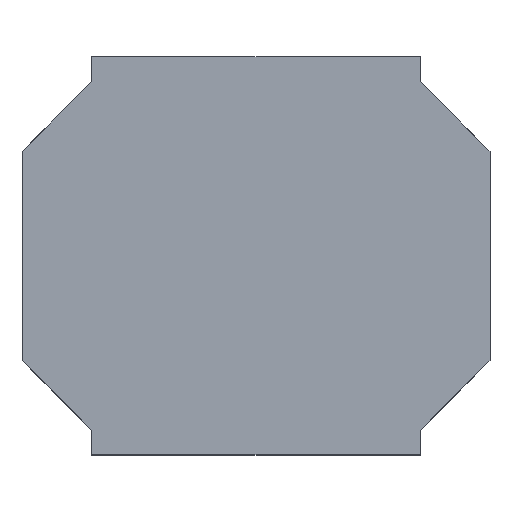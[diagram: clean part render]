
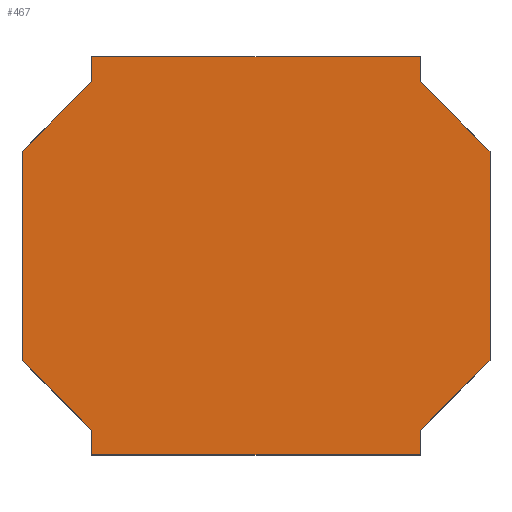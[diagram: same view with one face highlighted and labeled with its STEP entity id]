
A CAD part, top view. The second image highlights one B-rep face of the part: STEP entity #467.
In plain terms, the highlighted planar face has unit normal (0, 0, 1).
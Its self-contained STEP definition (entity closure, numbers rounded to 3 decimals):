
#110 = VERTEX_POINT('',#111);
#111 = CARTESIAN_POINT('',(-1.65,-2.,1.8));
#117 = EDGE_CURVE('',#110,#118,#120,.T.);
#118 = VERTEX_POINT('',#119);
#119 = CARTESIAN_POINT('',(1.65,-2.,1.8));
#120 = LINE('',#121,#122);
#121 = CARTESIAN_POINT('',(-1.65,-2.,1.8));
#122 = VECTOR('',#123,1.);
#123 = DIRECTION('',(1.,0.,0.));
#449 = EDGE_CURVE('',#118,#450,#452,.T.);
#450 = VERTEX_POINT('',#451);
#451 = CARTESIAN_POINT('',(1.65,-1.75,1.8));
#452 = LINE('',#453,#454);
#453 = CARTESIAN_POINT('',(1.65,-2.,1.8));
#454 = VECTOR('',#455,1.);
#455 = DIRECTION('',(0.,1.,0.));
#467 = ADVANCED_FACE('',(#468),#550,.T.);
#468 = FACE_BOUND('',#469,.T.);
#469 = EDGE_LOOP('',(#470,#471,#472,#480,#488,#496,#504,#512,#520,#528,
    #536,#544));
#470 = ORIENTED_EDGE('',*,*,#117,.T.);
#471 = ORIENTED_EDGE('',*,*,#449,.T.);
#472 = ORIENTED_EDGE('',*,*,#473,.T.);
#473 = EDGE_CURVE('',#450,#474,#476,.T.);
#474 = VERTEX_POINT('',#475);
#475 = CARTESIAN_POINT('',(2.35,-1.05,1.8));
#476 = LINE('',#477,#478);
#477 = CARTESIAN_POINT('',(1.65,-1.75,1.8));
#478 = VECTOR('',#479,1.);
#479 = DIRECTION('',(0.707,0.707,0.));
#480 = ORIENTED_EDGE('',*,*,#481,.T.);
#481 = EDGE_CURVE('',#474,#482,#484,.T.);
#482 = VERTEX_POINT('',#483);
#483 = CARTESIAN_POINT('',(2.35,1.05,1.8));
#484 = LINE('',#485,#486);
#485 = CARTESIAN_POINT('',(2.35,-1.05,1.8));
#486 = VECTOR('',#487,1.);
#487 = DIRECTION('',(0.,1.,0.));
#488 = ORIENTED_EDGE('',*,*,#489,.T.);
#489 = EDGE_CURVE('',#482,#490,#492,.T.);
#490 = VERTEX_POINT('',#491);
#491 = CARTESIAN_POINT('',(1.65,1.75,1.8));
#492 = LINE('',#493,#494);
#493 = CARTESIAN_POINT('',(2.35,1.05,1.8));
#494 = VECTOR('',#495,1.);
#495 = DIRECTION('',(-0.707,0.707,0.));
#496 = ORIENTED_EDGE('',*,*,#497,.T.);
#497 = EDGE_CURVE('',#490,#498,#500,.T.);
#498 = VERTEX_POINT('',#499);
#499 = CARTESIAN_POINT('',(1.65,2.,1.8));
#500 = LINE('',#501,#502);
#501 = CARTESIAN_POINT('',(1.65,1.75,1.8));
#502 = VECTOR('',#503,1.);
#503 = DIRECTION('',(0.,1.,0.));
#504 = ORIENTED_EDGE('',*,*,#505,.T.);
#505 = EDGE_CURVE('',#498,#506,#508,.T.);
#506 = VERTEX_POINT('',#507);
#507 = CARTESIAN_POINT('',(-1.65,2.,1.8));
#508 = LINE('',#509,#510);
#509 = CARTESIAN_POINT('',(1.65,2.,1.8));
#510 = VECTOR('',#511,1.);
#511 = DIRECTION('',(-1.,0.,0.));
#512 = ORIENTED_EDGE('',*,*,#513,.T.);
#513 = EDGE_CURVE('',#506,#514,#516,.T.);
#514 = VERTEX_POINT('',#515);
#515 = CARTESIAN_POINT('',(-1.65,1.75,1.8));
#516 = LINE('',#517,#518);
#517 = CARTESIAN_POINT('',(-1.65,2.,1.8));
#518 = VECTOR('',#519,1.);
#519 = DIRECTION('',(0.,-1.,0.));
#520 = ORIENTED_EDGE('',*,*,#521,.T.);
#521 = EDGE_CURVE('',#514,#522,#524,.T.);
#522 = VERTEX_POINT('',#523);
#523 = CARTESIAN_POINT('',(-2.35,1.05,1.8));
#524 = LINE('',#525,#526);
#525 = CARTESIAN_POINT('',(-1.65,1.75,1.8));
#526 = VECTOR('',#527,1.);
#527 = DIRECTION('',(-0.707,-0.707,0.));
#528 = ORIENTED_EDGE('',*,*,#529,.T.);
#529 = EDGE_CURVE('',#522,#530,#532,.T.);
#530 = VERTEX_POINT('',#531);
#531 = CARTESIAN_POINT('',(-2.35,-1.05,1.8));
#532 = LINE('',#533,#534);
#533 = CARTESIAN_POINT('',(-2.35,1.05,1.8));
#534 = VECTOR('',#535,1.);
#535 = DIRECTION('',(0.,-1.,0.));
#536 = ORIENTED_EDGE('',*,*,#537,.T.);
#537 = EDGE_CURVE('',#530,#538,#540,.T.);
#538 = VERTEX_POINT('',#539);
#539 = CARTESIAN_POINT('',(-1.65,-1.75,1.8));
#540 = LINE('',#541,#542);
#541 = CARTESIAN_POINT('',(-2.35,-1.05,1.8));
#542 = VECTOR('',#543,1.);
#543 = DIRECTION('',(0.707,-0.707,0.));
#544 = ORIENTED_EDGE('',*,*,#545,.T.);
#545 = EDGE_CURVE('',#538,#110,#546,.T.);
#546 = LINE('',#547,#548);
#547 = CARTESIAN_POINT('',(-1.65,-1.75,1.8));
#548 = VECTOR('',#549,1.);
#549 = DIRECTION('',(0.,-1.,0.));
#550 = PLANE('',#551);
#551 = AXIS2_PLACEMENT_3D('',#552,#553,#554);
#552 = CARTESIAN_POINT('',(0.,0.,1.8));
#553 = DIRECTION('',(0.,0.,1.));
#554 = DIRECTION('',(1.,0.,0.));
